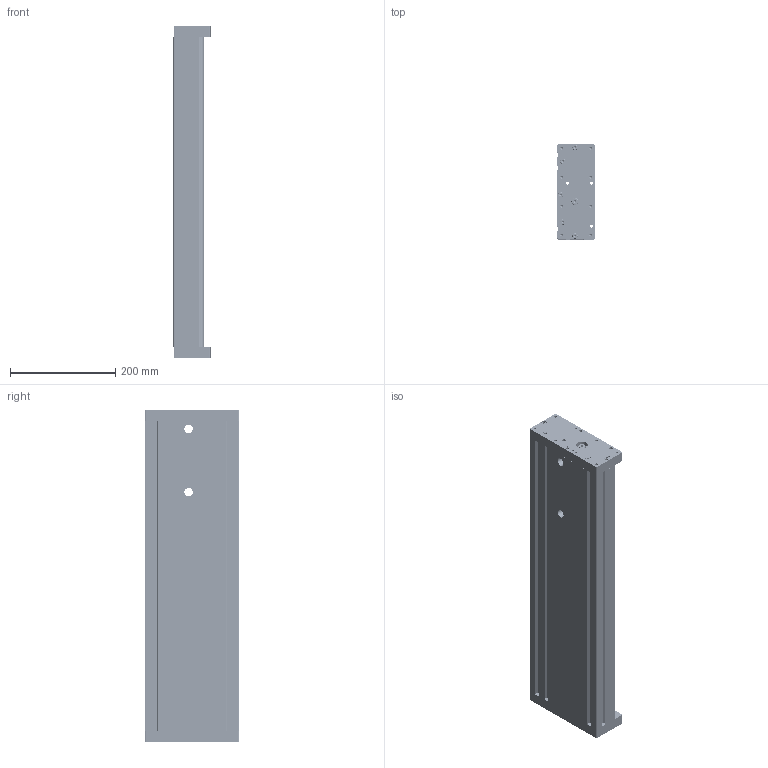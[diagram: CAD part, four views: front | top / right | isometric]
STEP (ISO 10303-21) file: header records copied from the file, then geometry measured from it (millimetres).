
FILE_DESCRIPTION (( 'STEP AP214' ), '1' );
FILE_NAME ('0186-0872_181204_E01-37Sx600.STEP', '2018-12-04T13:46:59', ( '' ), ( '' ), 'SwSTEP 2.0', 'SolidWorks 2018', '' );
FILE_SCHEMA (( 'AUTOMOTIVE_DESIGN' ));
Length unit declared in the file: millimetre
Products named in the file (1): 0186-0872_181204_E01-37Sx600
Bounding box: 70.25 x 180 x 630 mm (x, y, z)
Volume: 2885945.3 mm3; surface area: 731177.8 mm2
Topology: 3 solids, 149 shells, 4618 faces, 12411 edges, 7739 vertices
Faces by surface type: cone 1796, cylinder 1445, plane 1251, torus 126
Entity records: 195877 total; most frequent: DIRECTION 26815, CARTESIAN_POINT 25897, ORIENTED_EDGE 24562, EDGE_CURVE 12281, AXIS2_PLACEMENT_3D 10289, VERTEX_POINT 7739, VECTOR 6237, LINE 6237
